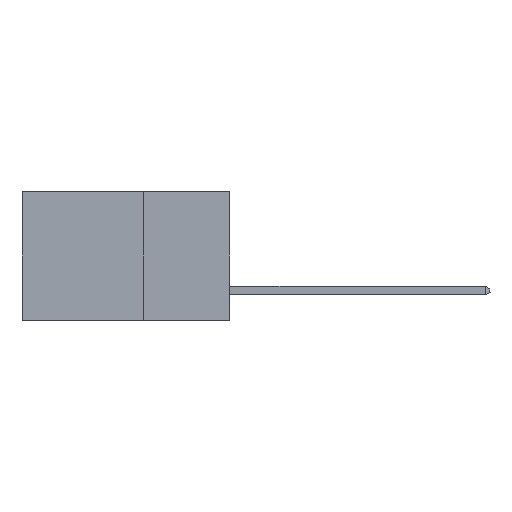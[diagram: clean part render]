
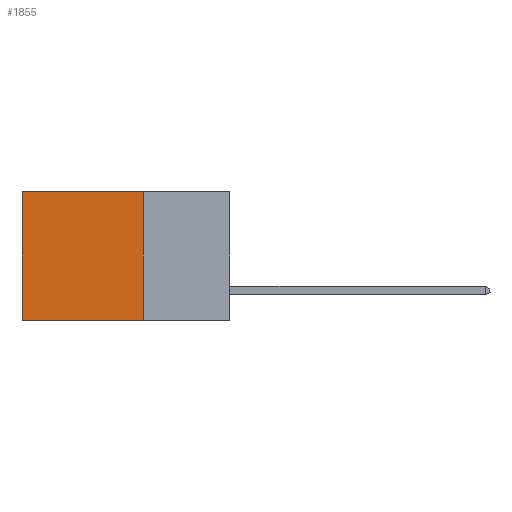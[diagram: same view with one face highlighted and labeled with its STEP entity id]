
A CAD part, left-side view. The second image highlights one B-rep face of the part: STEP entity #1855.
In plain terms, the highlighted planar face has unit normal (-1, 0, 0).
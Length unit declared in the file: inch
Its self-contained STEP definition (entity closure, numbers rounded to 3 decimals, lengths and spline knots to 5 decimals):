
#118 = DIRECTION ( 'NONE',  ( 0., 0., -1. ) ) ;
#590 = VECTOR ( 'NONE', #1710, 39.37008 ) ;
#621 = AXIS2_PLACEMENT_3D ( 'NONE', #904, #975, #118 ) ;
#897 = CARTESIAN_POINT ( 'NONE',  ( 0.298, 0.6, 0. ) ) ;
#904 = CARTESIAN_POINT ( 'NONE',  ( 0.298, 0.25, 0. ) ) ;
#975 = DIRECTION ( 'NONE',  ( 1., 0., 0. ) ) ;
#1180 = CARTESIAN_POINT ( 'NONE',  ( 0.298, 0.25, -0.37 ) ) ;
#1318 = ORIENTED_EDGE ( 'NONE', *, *, #4954, .F. ) ;
#1710 = DIRECTION ( 'NONE',  ( 0., 0., -1. ) ) ;
#1855 = ADVANCED_FACE ( 'NONE', ( #3273 ), #8405, .F. ) ;
#2013 = DIRECTION ( 'NONE',  ( 0., 1., 0. ) ) ;
#2074 = EDGE_CURVE ( 'NONE', #11646, #7250, #11558, .T. ) ;
#3273 = FACE_OUTER_BOUND ( 'NONE', #11908, .T. ) ;
#3724 = DIRECTION ( 'NONE',  ( 0., 0., -1. ) ) ;
#4020 = CARTESIAN_POINT ( 'NONE',  ( 0.298, 0.25, 0. ) ) ;
#4147 = VECTOR ( 'NONE', #2013, 39.37008 ) ;
#4670 = LINE ( 'NONE', #9049, #590 ) ;
#4730 = VECTOR ( 'NONE', #5044, 39.37008 ) ;
#4773 = CARTESIAN_POINT ( 'NONE',  ( 0.298, 0.25, 0. ) ) ;
#4954 = EDGE_CURVE ( 'NONE', #11646, #10584, #4670, .T. ) ;
#5044 = DIRECTION ( 'NONE',  ( 0., 1., 0. ) ) ;
#5795 = ORIENTED_EDGE ( 'NONE', *, *, #2074, .T. ) ;
#6000 = CARTESIAN_POINT ( 'NONE',  ( 0.298, 0.6, 0. ) ) ;
#6637 = CARTESIAN_POINT ( 'NONE',  ( 0.298, 0.25, -0.37 ) ) ;
#7196 = LINE ( 'NONE', #1180, #4730 ) ;
#7250 = VERTEX_POINT ( 'NONE', #6000 ) ;
#8405 = PLANE ( 'NONE',  #621 ) ;
#9049 = CARTESIAN_POINT ( 'NONE',  ( 0.298, 0.25, 0. ) ) ;
#9593 = ORIENTED_EDGE ( 'NONE', *, *, #9721, .T. ) ;
#9721 = EDGE_CURVE ( 'NONE', #7250, #10374, #11431, .T. ) ;
#10374 = VERTEX_POINT ( 'NONE', #10983 ) ;
#10485 = EDGE_CURVE ( 'NONE', #10584, #10374, #7196, .T. ) ;
#10584 = VERTEX_POINT ( 'NONE', #6637 ) ;
#10810 = ORIENTED_EDGE ( 'NONE', *, *, #10485, .F. ) ;
#10983 = CARTESIAN_POINT ( 'NONE',  ( 0.298, 0.6, -0.37 ) ) ;
#11431 = LINE ( 'NONE', #897, #11858 ) ;
#11558 = LINE ( 'NONE', #4773, #4147 ) ;
#11646 = VERTEX_POINT ( 'NONE', #4020 ) ;
#11858 = VECTOR ( 'NONE', #3724, 39.37008 ) ;
#11908 = EDGE_LOOP ( 'NONE', ( #9593, #10810, #1318, #5795 ) ) ;
